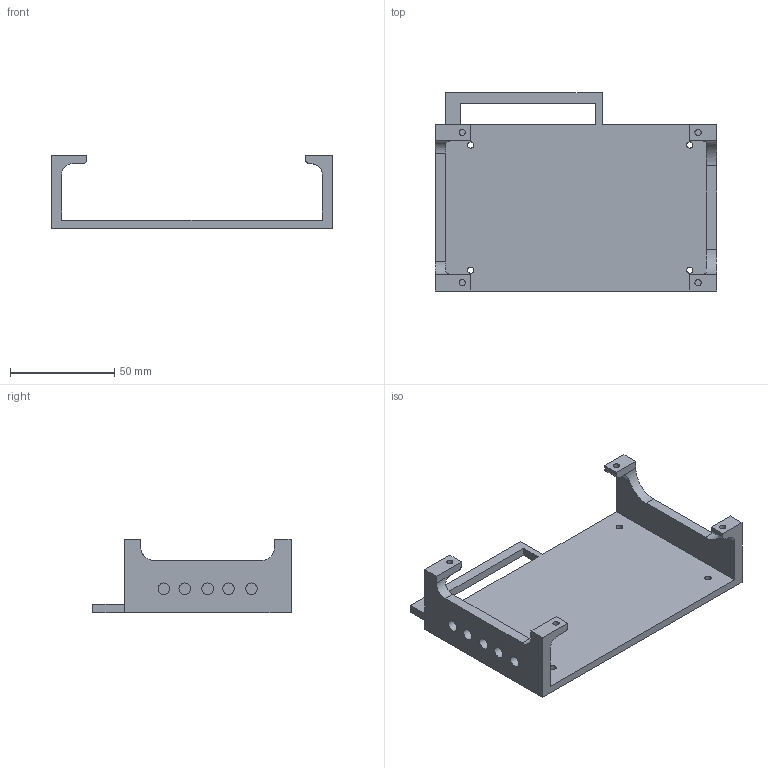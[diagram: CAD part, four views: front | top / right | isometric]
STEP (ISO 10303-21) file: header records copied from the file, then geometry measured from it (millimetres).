
FILE_DESCRIPTION(/* description */ (''),/* implementation_level */ '2;1');
FILE_NAME(/* name */ 'motor_holder_parts.step',/* time_stamp */ '2024-05-30T20:07:05+02:00',/* author */ (''),/* organization */ (''),/* preprocessor_version */ 'ST-DEVELOPER v20',/* originating_system */ 'Autodesk Translation Framework v13.14.0.145',/* authorisation */ '');
FILE_SCHEMA (('AUTOMOTIVE_DESIGN { 1 0 10303 214 3 1 1 }'));
Length unit declared in the file: millimetre
Products named in the file (1): Configuration 1
Bounding box: 135 x 95 x 35 mm (x, y, z)
Volume: 62570.7 mm3; surface area: 33826.9 mm2
Topology: 1 solids, 1 shells, 59 faces, 172 edges, 113 vertices
Faces by surface type: plane 34, cylinder 25
Full cylindrical faces by diameter (mm): 3 x8, 5.5 x5
Entity records: 2112 total; most frequent: CARTESIAN_POINT 437, ORIENTED_EDGE 344, DIRECTION 334, EDGE_CURVE 172, LINE 118, VECTOR 118, VERTEX_POINT 113, AXIS2_PLACEMENT_3D 108
